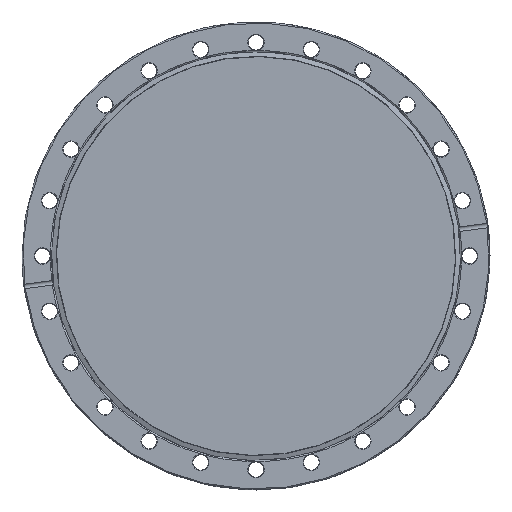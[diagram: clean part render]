
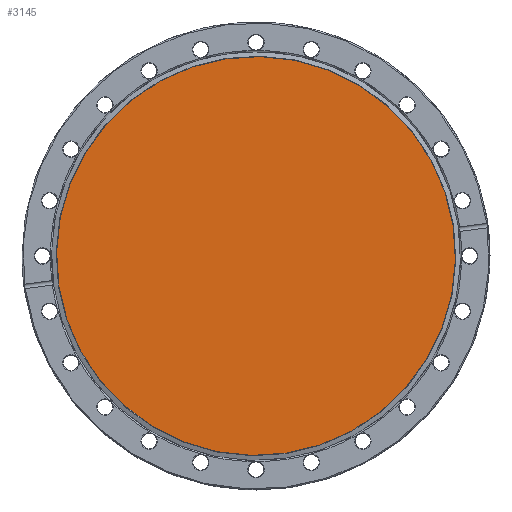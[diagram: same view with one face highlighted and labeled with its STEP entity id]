
A CAD part, front view. The second image highlights one B-rep face of the part: STEP entity #3145.
In plain terms, the highlighted face is planar.
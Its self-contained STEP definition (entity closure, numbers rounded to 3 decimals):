
#115=PLANE('',#3527);
#470=FACE_OUTER_BOUND('',#769,.T.);
#769=EDGE_LOOP('',(#2919));
#970=CIRCLE('',#3525,108.264);
#1631=VERTEX_POINT('',#17438);
#2061=EDGE_CURVE('',#1631,#1631,#970,.T.);
#2919=ORIENTED_EDGE('',*,*,#2061,.T.);
#3145=ADVANCED_FACE('',(#470),#115,.T.);
#3525=AXIS2_PLACEMENT_3D('',#17439,#4302,#4303);
#3527=AXIS2_PLACEMENT_3D('',#17442,#4306,#4307);
#4302=DIRECTION('center_axis',(0.,1.,0.));
#4303=DIRECTION('ref_axis',(1.,0.,0.));
#4306=DIRECTION('center_axis',(0.,1.,0.));
#4307=DIRECTION('ref_axis',(0.,0.,1.));
#17438=CARTESIAN_POINT('',(-108.264,15.89,0.));
#17439=CARTESIAN_POINT('Origin',(0.,15.89,0.));
#17442=CARTESIAN_POINT('Origin',(0.,15.89,0.));
